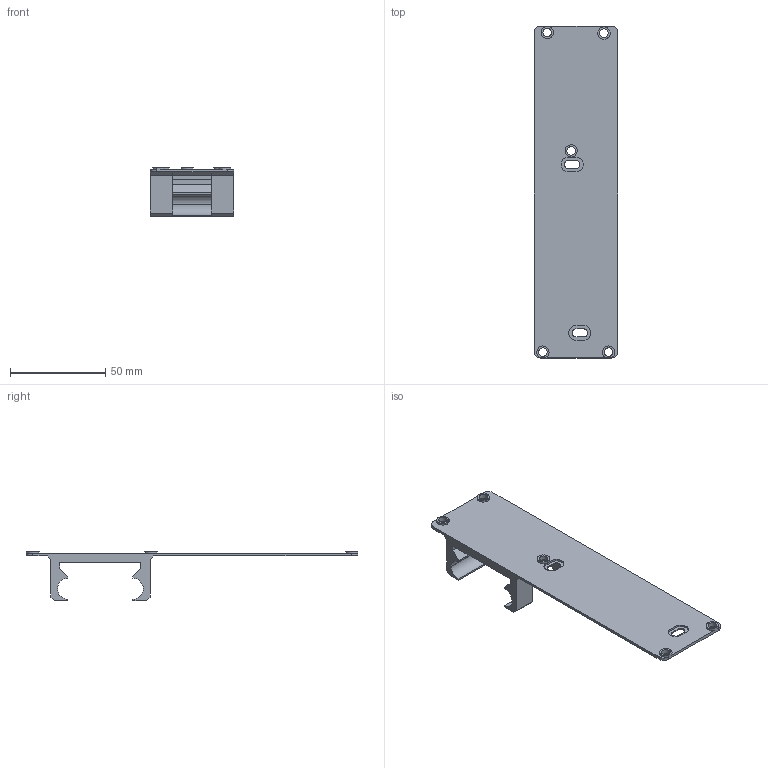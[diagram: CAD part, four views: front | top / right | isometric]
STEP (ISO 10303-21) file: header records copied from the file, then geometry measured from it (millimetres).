
FILE_DESCRIPTION( ( '' ), ' ' );
FILE_NAME( '5922bb0564f3a5101bb23181.step', '2017-05-22T10:18:46', ( '' ), ( '' ), ' ', ' ', ' ' );
FILE_SCHEMA( ( 'AUTOMOTIVE_DESIGN { 1 0 10303 214 1 1 1 1 }' ) );
Length unit declared in the file: metre
Products named in the file (1): Part 1805
Bounding box: 43.95 x 174 x 26.08 mm (x, y, z)
Volume: 20048.4 mm3; surface area: 21014.8 mm2
Topology: 1 solids, 1 shells, 110 faces, 315 edges, 212 vertices
Faces by surface type: plane 74, cylinder 36
Full cylindrical faces by diameter (mm): 4.5 x5, 6.45 x3
Entity records: 4412 total; most frequent: CARTESIAN_POINT 614, ORIENTED_EDGE 598, DIRECTION 594, EDGE_CURVE 299, LINE 226, VECTOR 226, VERTEX_POINT 204, AXIS2_PLACEMENT_3D 184
